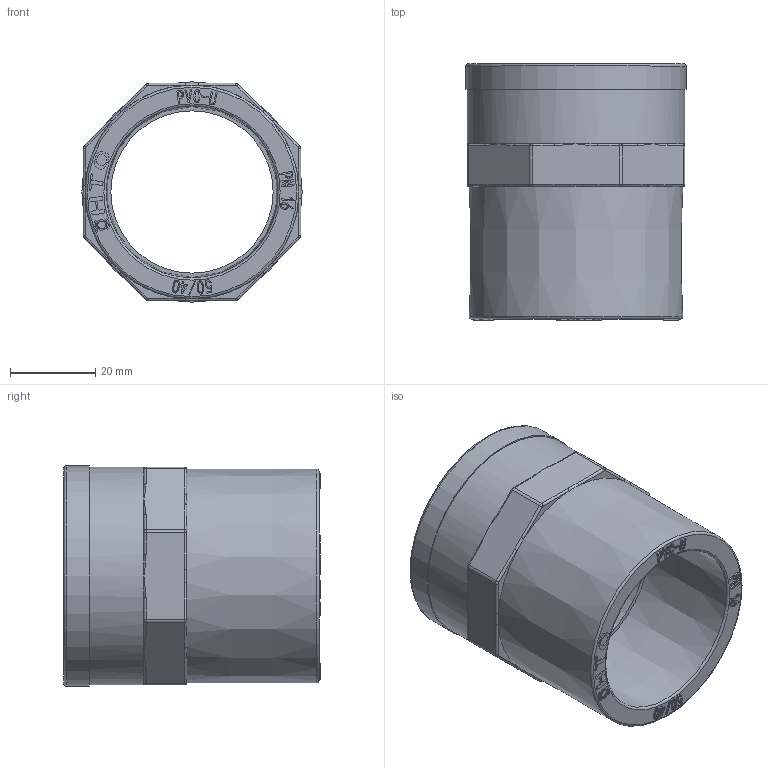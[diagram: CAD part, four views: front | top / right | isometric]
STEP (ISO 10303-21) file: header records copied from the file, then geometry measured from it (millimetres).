
FILE_DESCRIPTION(/* description */ (''),/* implementation_level */ '2;1');
FILE_NAME(/* name */ 'AF0351.050.040.step',/* time_stamp */ '2026-01-22T10:19:21+01:00',/* author */ (''),/* organization */ (''),/* preprocessor_version */ 'ST-DEVELOPER v20.1',/* originating_system */ 'Autodesk Translation Framework v14.21.0.0',/* authorisation */ '');
FILE_SCHEMA (('AUTOMOTIVE_DESIGN { 1 0 10303 214 3 1 1 }'));
Length unit declared in the file: millimetre
Products named in the file (1): AF0351.050.040
Bounding box: 51.6 x 60.08 x 51.6 mm (x, y, z)
Volume: 45805 mm3; surface area: 24058.8 mm2
Topology: 2 solids, 2 shells, 876 faces, 2462 edges, 1605 vertices
Faces by surface type: plane 746, cylinder 71, bspline 51, torus 6, cone 2
Full cylindrical faces by diameter (mm): 1.821 x1, 2.428 x1, 38 x1, 38.952 x8, 41.91 x8, 42.922 x1, 45 x1, 51 x1, 51.03 x1, 51.597 x1
Entity records: 34245 total; most frequent: CARTESIAN_POINT 11961, ORIENTED_EDGE 4892, DIRECTION 4145, EDGE_CURVE 2446, LINE 2179, VECTOR 2179, VERTEX_POINT 1605, AXIS2_PLACEMENT_3D 983
